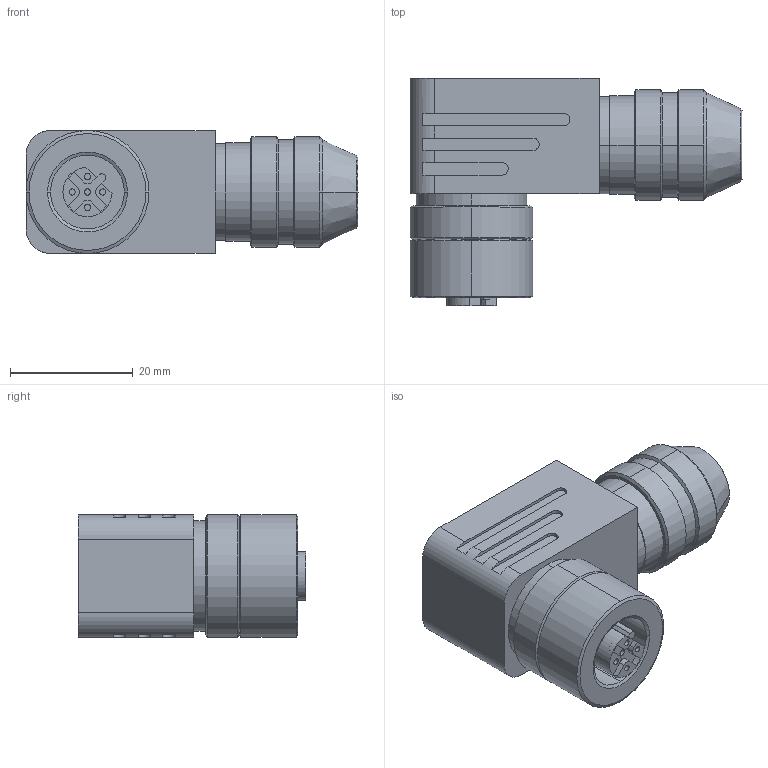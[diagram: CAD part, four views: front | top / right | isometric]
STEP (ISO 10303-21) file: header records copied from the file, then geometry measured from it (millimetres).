
FILE_DESCRIPTION(('SolidDesigner STEP Export'),'2;1');
FILE_NAME('1430420_SACC_M12FRB_5CON_PG_9_SH-select.stp','2013-09-17T11:28:23',(''),(''),'Creo Elements/Direct Modeling STEP processor for AP214 (Solid Model)','Creo Elements/Direct Modeling 18.1B 29-Sep-2012 (C) Parametric Technology GmbH','');
FILE_SCHEMA(('AUTOMOTIVE_DESIGN { 1 0 10303 214 1 1 1 1 }'));
Length unit declared in the file: millimetre
Products named in the file (1): 1430420_SACC_M12FRB_5CON_PG_9_SH-select
Bounding box: 54 x 37 x 20 mm (x, y, z)
Volume: 20299.5 mm3; surface area: 6648.2 mm2
Topology: 1 solids, 1 shells, 122 faces, 320 edges, 213 vertices
Faces by surface type: plane 51, cylinder 49, cone 22
Entity records: 4476 total; most frequent: ORIENTED_EDGE 640, CARTESIAN_POINT 585, DIRECTION 581, EDGE_CURVE 320, VERTEX_POINT 213, AXIS2_PLACEMENT_3D 209, VECTOR 163, LINE 163
